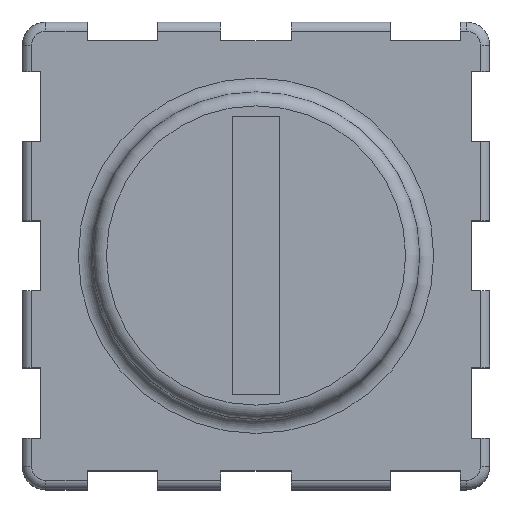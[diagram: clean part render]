
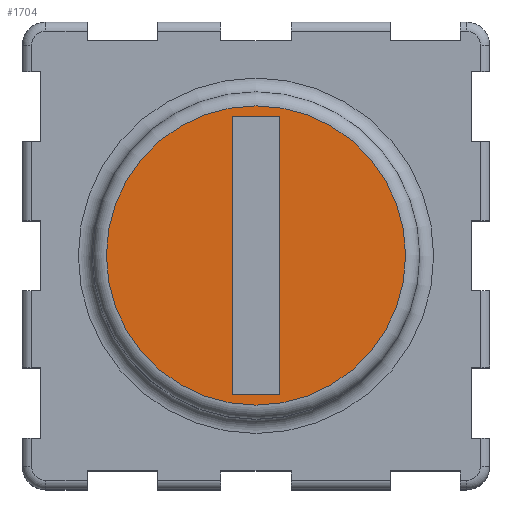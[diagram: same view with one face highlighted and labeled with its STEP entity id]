
A CAD part, top view. The second image highlights one B-rep face of the part: STEP entity #1704.
In plain terms, the highlighted planar face has unit normal (0, 0, 1).
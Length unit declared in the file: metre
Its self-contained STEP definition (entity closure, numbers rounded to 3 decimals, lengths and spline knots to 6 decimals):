
#98=CIRCLE('',#1954,0.0032);
#331=ORIENTED_EDGE('',*,*,#787,.T.);
#332=ORIENTED_EDGE('',*,*,#788,.F.);
#333=ORIENTED_EDGE('',*,*,#789,.T.);
#334=ORIENTED_EDGE('',*,*,#790,.T.);
#335=ORIENTED_EDGE('',*,*,#791,.F.);
#787=EDGE_CURVE('',#998,#998,#98,.T.);
#788=EDGE_CURVE('',#999,#1000,#1161,.T.);
#789=EDGE_CURVE('',#999,#1001,#1162,.T.);
#790=EDGE_CURVE('',#1001,#1002,#1163,.T.);
#791=EDGE_CURVE('',#1000,#1002,#1164,.T.);
#998=VERTEX_POINT('',#2891);
#999=VERTEX_POINT('',#2893);
#1000=VERTEX_POINT('',#2894);
#1001=VERTEX_POINT('',#2896);
#1002=VERTEX_POINT('',#2898);
#1161=LINE('',#2892,#1349);
#1162=LINE('',#2895,#1350);
#1163=LINE('',#2897,#1351);
#1164=LINE('',#2899,#1352);
#1349=VECTOR('',#2316,1.);
#1350=VECTOR('',#2317,1.);
#1351=VECTOR('',#2318,1.);
#1352=VECTOR('',#2319,1.);
#1425=EDGE_LOOP('',(#331));
#1426=EDGE_LOOP('',(#332,#333,#334,#335));
#1535=FACE_BOUND('',#1425,.T.);
#1536=FACE_BOUND('',#1426,.T.);
#1629=PLANE('',#1953);
#1704=ADVANCED_FACE('',(#1535,#1536),#1629,.T.);
#1953=AXIS2_PLACEMENT_3D('',#2889,#2312,#2313);
#1954=AXIS2_PLACEMENT_3D('',#2890,#2314,#2315);
#2312=DIRECTION('',(0.,0.,1.));
#2313=DIRECTION('',(1.,0.,0.));
#2314=DIRECTION('',(0.,0.,1.));
#2315=DIRECTION('',(1.,0.,0.));
#2316=DIRECTION('',(0.,1.,0.));
#2317=DIRECTION('',(-1.,0.,0.));
#2318=DIRECTION('',(0.,1.,0.));
#2319=DIRECTION('',(-1.,0.,0.));
#2889=CARTESIAN_POINT('',(0.,0.,0.009));
#2890=CARTESIAN_POINT('',(0.,0.,0.009));
#2891=CARTESIAN_POINT('',(0.0032,0.,0.009));
#2892=CARTESIAN_POINT('',(0.000507,0.,0.009));
#2893=CARTESIAN_POINT('',(0.000507,-0.002972,0.009));
#2894=CARTESIAN_POINT('',(0.000507,0.002972,0.009));
#2895=CARTESIAN_POINT('',(0.,-0.002972,0.009));
#2896=CARTESIAN_POINT('',(-0.000507,-0.002972,0.009));
#2897=CARTESIAN_POINT('',(-0.000507,0.,0.009));
#2898=CARTESIAN_POINT('',(-0.000507,0.002972,0.009));
#2899=CARTESIAN_POINT('',(0.,0.002972,0.009));
